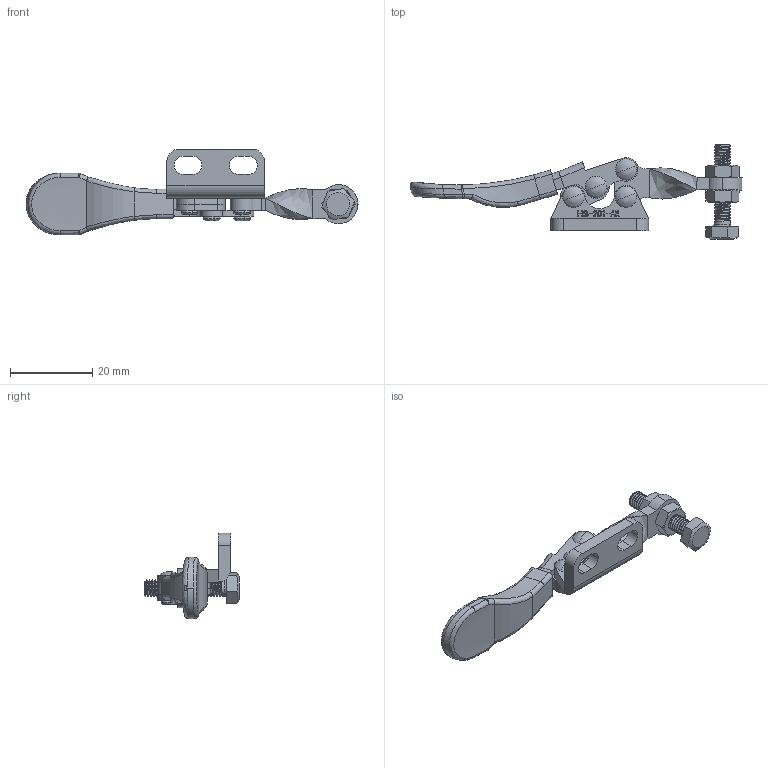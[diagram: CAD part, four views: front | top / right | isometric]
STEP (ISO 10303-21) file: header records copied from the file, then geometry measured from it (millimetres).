
FILE_DESCRIPTION (( 'STEP AP203' ), '1' );
FILE_NAME ('HS-201-AR.STEP', '2019-09-30T00:46:57', ( '微软用户' ), ( '微软中国' ), 'SwSTEP 2.0', 'SolidWorks 2012', '' );
FILE_SCHEMA (( 'CONFIG_CONTROL_DESIGN' ));
Length unit declared in the file: millimetre
Products named in the file (10): ASM0008__ASM; PRT0027_; PRT0026_; PRT0025_; PRT0024_; PRT0023_; HS-201-AR; PRT0029_; 201-AR-01____ANY_; PRT0028_
Assembly tree (14 placements, depth 3):
  HS-201-AR
    PRT0023_  x4
    PRT0024_
    PRT0025_  x2
    ASM0008__ASM
      PRT0026_
      PRT0027_
    PRT0028_
    201-AR-01____ANY_
    PRT0029_  x2
Bounding box: 80.91 x 23.02 x 20.86 mm (x, y, z)
Volume: 4336.8 mm3; surface area: 7042.5 mm2
Topology: 13 solids, 13 shells, 514 faces, 1342 edges, 857 vertices
Faces by surface type: plane 210, cylinder 178, bspline 85, cone 33, torus 8
Entity records: 29315 total; most frequent: CARTESIAN_POINT 18085, ORIENTED_EDGE 2282, DIRECTION 1763, EDGE_CURVE 1141, VERTEX_POINT 743, VECTOR 625, LINE 625, AXIS2_PLACEMENT_3D 569
